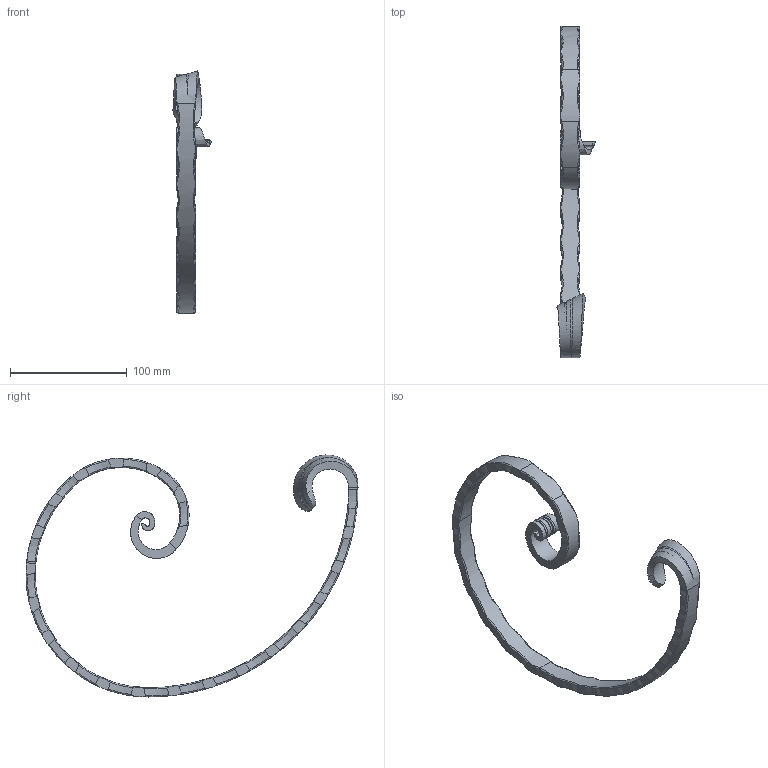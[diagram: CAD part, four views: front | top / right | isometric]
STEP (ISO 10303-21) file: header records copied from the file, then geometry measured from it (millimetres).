
FILE_DESCRIPTION (( 'STEP AP203' ), '1' );
FILE_NAME ('4533.STEP', '2016-03-01T16:10:40', ( '' ), ( '' ), 'SwSTEP 2.0', 'SolidWorks 2015', '' );
FILE_SCHEMA (( 'CONFIG_CONTROL_DESIGN' ));
Length unit declared in the file: millimetre
Products named in the file (1): 4533
Bounding box: 32.73 x 284.94 x 207.72 mm (x, y, z)
Volume: 104687.4 mm3; surface area: 40374.3 mm2
Topology: 1 solids, 1 shells, 415 faces, 1161 edges, 764 vertices
Faces by surface type: bspline 208, plane 146, cylinder 58, sphere 2, torus 1
Entity records: 26602 total; most frequent: CARTESIAN_POINT 17703, ORIENTED_EDGE 2322, EDGE_CURVE 1161, DIRECTION 1076, VERTEX_POINT 764, B_SPLINE_CURVE_WITH_KNOTS 602, VECTOR 442, LINE 442
